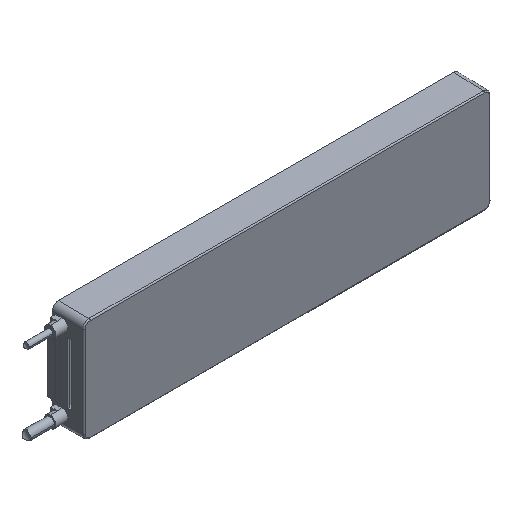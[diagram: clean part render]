
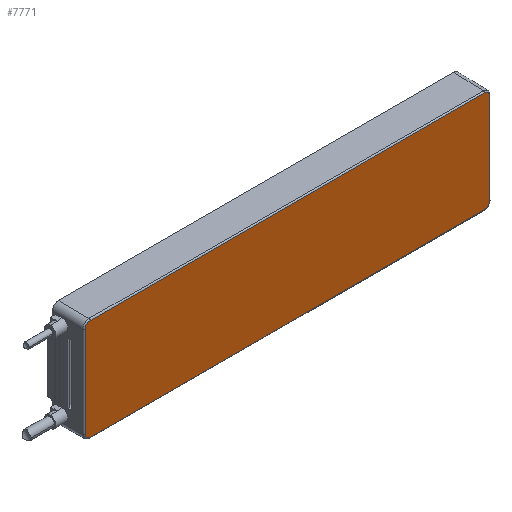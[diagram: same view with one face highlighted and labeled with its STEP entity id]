
A CAD part, isometric view. The second image highlights one B-rep face of the part: STEP entity #7771.
In plain terms, the highlighted planar face has unit normal (0, -1, 0).
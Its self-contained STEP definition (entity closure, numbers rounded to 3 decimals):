
#1693=DIRECTION('',(-1.,0.,0.));
#1694=VECTOR('',#1693,324.564);
#1695=CARTESIAN_POINT('',(309.73,-11.9,41.563));
#1696=LINE('',#1695,#1694);
#1697=CARTESIAN_POINT('',(313.73,-11.9,37.564));
#1698=CARTESIAN_POINT('',(313.73,-11.9,37.775));
#1699=CARTESIAN_POINT('',(313.697,-11.9,38.191));
#1700=CARTESIAN_POINT('',(313.55,-11.9,38.805));
#1701=CARTESIAN_POINT('',(313.309,-11.9,39.387));
#1702=CARTESIAN_POINT('',(312.979,-11.9,39.925));
#1703=CARTESIAN_POINT('',(312.57,-11.9,40.404));
#1704=CARTESIAN_POINT('',(312.091,-11.9,40.813));
#1705=CARTESIAN_POINT('',(311.553,-11.9,41.143));
#1706=CARTESIAN_POINT('',(310.971,-11.9,41.384));
#1707=CARTESIAN_POINT('',(310.357,-11.9,41.531));
#1708=CARTESIAN_POINT('',(309.941,-11.9,41.563));
#1709=CARTESIAN_POINT('',(309.73,-11.9,41.563));
#1711=DIRECTION('',(0.,0.,1.));
#1712=VECTOR('',#1711,75.128);
#1713=CARTESIAN_POINT('',(313.73,-11.9,
-37.564));
#1714=LINE('',#1713,#1712);
#1715=CARTESIAN_POINT('',(309.73,-11.9,
-41.563));
#1716=CARTESIAN_POINT('',(309.941,-11.9,
-41.563));
#1717=CARTESIAN_POINT('',(310.357,-11.9,-41.531));
#1718=CARTESIAN_POINT('',(310.971,-11.9,-41.384));
#1719=CARTESIAN_POINT('',(311.553,-11.9,-41.142));
#1720=CARTESIAN_POINT('',(312.091,-11.9,-40.813));
#1721=CARTESIAN_POINT('',(312.57,-11.9,-40.404));
#1722=CARTESIAN_POINT('',(312.98,-11.9,-39.924));
#1723=CARTESIAN_POINT('',(313.309,-11.9,-39.387));
#1724=CARTESIAN_POINT('',(313.55,-11.9,-38.805));
#1725=CARTESIAN_POINT('',(313.697,-11.9,
-38.19));
#1726=CARTESIAN_POINT('',(313.73,-11.9,
-37.775));
#1727=CARTESIAN_POINT('',(313.73,-11.9,
-37.564));
#1729=DIRECTION('',(1.,0.,0.));
#1730=VECTOR('',#1729,324.564);
#1731=CARTESIAN_POINT('',(-14.834,-11.9,-41.563));
#1732=LINE('',#1731,#1730);
#1733=CARTESIAN_POINT('',(-18.834,-11.9,-37.563));
#1734=CARTESIAN_POINT('',(-18.834,-11.9,
-37.774));
#1735=CARTESIAN_POINT('',(-18.801,-11.9,-38.189));
#1736=CARTESIAN_POINT('',(-18.654,-11.9,-38.804));
#1737=CARTESIAN_POINT('',(-18.413,-11.9,-39.386));
#1738=CARTESIAN_POINT('',(-18.083,-11.9,-39.924));
#1739=CARTESIAN_POINT('',(-17.674,-11.9,-40.404));
#1740=CARTESIAN_POINT('',(-17.194,-11.9,-40.813));
#1741=CARTESIAN_POINT('',(-16.656,-11.9,-41.142));
#1742=CARTESIAN_POINT('',(-16.074,-11.9,-41.384));
#1743=CARTESIAN_POINT('',(-15.46,-11.9,
-41.531));
#1744=CARTESIAN_POINT('',(-15.044,-11.9,
-41.563));
#1745=CARTESIAN_POINT('',(-14.834,-11.9,-41.563));
#1747=DIRECTION('',(0.,0.,-1.));
#1748=VECTOR('',#1747,75.126);
#1749=CARTESIAN_POINT('',(-18.834,-11.9,37.563));
#1750=LINE('',#1749,#1748);
#1751=CARTESIAN_POINT('',(-14.834,-11.9,41.563));
#1752=CARTESIAN_POINT('',(-15.044,-11.9,
41.563));
#1753=CARTESIAN_POINT('',(-15.46,-11.9,41.531));
#1754=CARTESIAN_POINT('',(-16.074,-11.9,41.384));
#1755=CARTESIAN_POINT('',(-16.657,-11.9,41.142));
#1756=CARTESIAN_POINT('',(-17.194,-11.9,40.813));
#1757=CARTESIAN_POINT('',(-17.674,-11.9,40.403));
#1758=CARTESIAN_POINT('',(-18.083,-11.9,39.924));
#1759=CARTESIAN_POINT('',(-18.413,-11.9,39.386));
#1760=CARTESIAN_POINT('',(-18.654,-11.9,38.804));
#1761=CARTESIAN_POINT('',(-18.801,-11.9,
38.189));
#1762=CARTESIAN_POINT('',(-18.834,-11.9,
37.773));
#1763=CARTESIAN_POINT('',(-18.834,-11.9,37.563));
#4834=CARTESIAN_POINT('',(309.73,-11.9,41.563));
#4835=CARTESIAN_POINT('',(-14.834,-11.9,41.563));
#4836=VERTEX_POINT('',#4834);
#4837=VERTEX_POINT('',#4835);
#4842=VERTEX_POINT('',#1763);
#4844=CARTESIAN_POINT('',(-18.834,-11.9,-37.563));
#4845=VERTEX_POINT('',#4844);
#4846=VERTEX_POINT('',#1745);
#4849=CARTESIAN_POINT('',(309.73,-11.9,
-41.563));
#4850=VERTEX_POINT('',#4849);
#5131=VERTEX_POINT('',#1727);
#5133=CARTESIAN_POINT('',(313.73,-11.9,37.564));
#5134=VERTEX_POINT('',#5133);
#7749=CARTESIAN_POINT('',(147.666,-11.9,0.));
#7750=DIRECTION('',(0.,1.,0.));
#7751=DIRECTION('',(-1.,0.,0.));
#7752=AXIS2_PLACEMENT_3D('',#7749,#7750,#7751);
#7753=PLANE('',#7752);
#7755=ORIENTED_EDGE('',*,*,#7754,.F.);
#7757=ORIENTED_EDGE('',*,*,#7756,.F.);
#7759=ORIENTED_EDGE('',*,*,#7758,.F.);
#7761=ORIENTED_EDGE('',*,*,#7760,.F.);
#7763=ORIENTED_EDGE('',*,*,#7762,.F.);
#7764=ORIENTED_EDGE('',*,*,#7732,.F.);
#7766=ORIENTED_EDGE('',*,*,#7765,.F.);
#7768=ORIENTED_EDGE('',*,*,#7767,.F.);
#7769=EDGE_LOOP('',(#7755,#7757,#7759,#7761,#7763,#7764,#7766,#7768));
#7770=FACE_OUTER_BOUND('',#7769,.F.);
#7771=ADVANCED_FACE('',(#7770),#7753,.F.);
#1710=B_SPLINE_CURVE_WITH_KNOTS('',3,(#1697,#1698,#1699,#1700,#1701,#1702,#1703,
#1704,#1705,#1706,#1707,#1708,#1709),.UNSPECIFIED.,.F.,.F.,(4,1,1,1,1,1,1,1,1,1,
4),(0.,0.1,0.2,0.3,0.4,0.5,0.6,0.7,0.8,0.9,1.),
.UNSPECIFIED.);
#1728=B_SPLINE_CURVE_WITH_KNOTS('',3,(#1715,#1716,#1717,#1718,#1719,#1720,#1721,
#1722,#1723,#1724,#1725,#1726,#1727),.UNSPECIFIED.,.F.,.F.,(4,1,1,1,1,1,1,1,1,1,
4),(0.,0.1,0.2,0.3,0.4,0.5,0.6,0.7,0.8,0.9,1.),
.UNSPECIFIED.);
#1746=B_SPLINE_CURVE_WITH_KNOTS('',3,(#1733,#1734,#1735,#1736,#1737,#1738,#1739,
#1740,#1741,#1742,#1743,#1744,#1745),.UNSPECIFIED.,.F.,.F.,(4,1,1,1,1,1,1,1,1,1,
4),(0.,0.1,0.2,0.3,0.4,0.5,0.6,0.7,0.8,0.9,1.),
.UNSPECIFIED.);
#1764=B_SPLINE_CURVE_WITH_KNOTS('',3,(#1751,#1752,#1753,#1754,#1755,#1756,#1757,
#1758,#1759,#1760,#1761,#1762,#1763),.UNSPECIFIED.,.F.,.F.,(4,1,1,1,1,1,1,1,1,1,
4),(0.,0.1,0.2,0.3,0.4,0.5,0.6,0.7,0.8,0.9,1.),
.UNSPECIFIED.);
#7732=EDGE_CURVE('',#4845,#4846,#1746,.T.);
#7754=EDGE_CURVE('',#4836,#4837,#1696,.T.);
#7756=EDGE_CURVE('',#5134,#4836,#1710,.T.);
#7758=EDGE_CURVE('',#5131,#5134,#1714,.T.);
#7760=EDGE_CURVE('',#4850,#5131,#1728,.T.);
#7762=EDGE_CURVE('',#4846,#4850,#1732,.T.);
#7765=EDGE_CURVE('',#4842,#4845,#1750,.T.);
#7767=EDGE_CURVE('',#4837,#4842,#1764,.T.);
